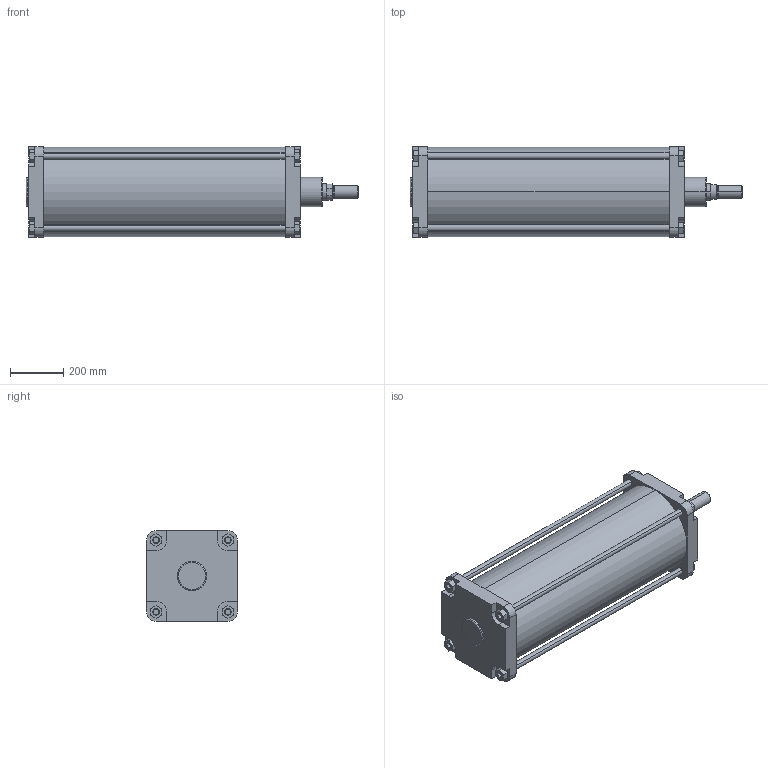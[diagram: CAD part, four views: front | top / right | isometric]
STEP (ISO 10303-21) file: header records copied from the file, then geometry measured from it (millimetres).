
FILE_DESCRIPTION (( 'STEP AP214' ), '1' );
FILE_NAME ('PMB 320-800 CYLINDER.STEP', '2010-08-04T09:49:31', ( '' ), ( '' ), 'SwSTEP 2.0', 'SolidWorks 2010', '' );
FILE_SCHEMA (( 'AUTOMOTIVE_DESIGN' ));
Length unit declared in the file: millimetre
Products named in the file (6): PMB 320 ARKA KAPAK; PMB 320 BORU; PMB  320 烰 KAPAK ; PMB  320   M尳 ; M24  SAPLAMA; PMB  320-800  CYLINDER
Assembly tree (8 placements, depth 2):
  PMB  320-800  CYLINDER
    PMB 320 ARKA KAPAK
    PMB  320 烰 KAPAK 
    PMB  320   M尳 
    M24  SAPLAMA  x4
    PMB 320 BORU
Bounding box: 1246 x 340 x 340 mm (x, y, z)
Volume: 33567163.5 mm3; surface area: 3374908 mm2
Topology: 8 solids, 8 shells, 256 faces, 594 edges, 371 vertices
Faces by surface type: plane 117, cylinder 69, cone 58, torus 12
Entity records: 7239 total; most frequent: DIRECTION 1235, CARTESIAN_POINT 1142, ORIENTED_EDGE 1104, EDGE_CURVE 552, AXIS2_PLACEMENT_3D 440, LINE 355, VECTOR 355, VERTEX_POINT 347
